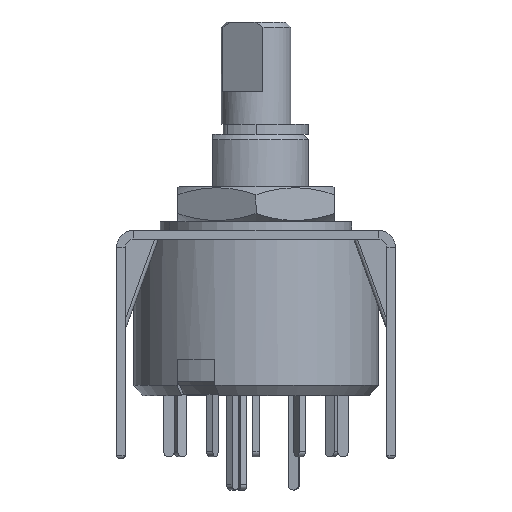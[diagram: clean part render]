
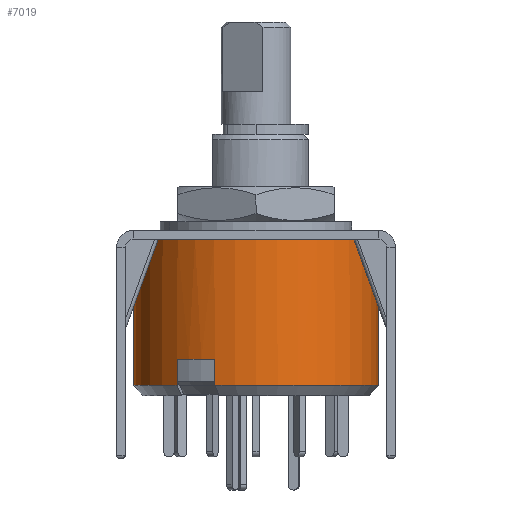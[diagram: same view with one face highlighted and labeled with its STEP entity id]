
A CAD part, front view. The second image highlights one B-rep face of the part: STEP entity #7019.
In plain terms, the highlighted cylindrical face has radius 7 mm (diameter 14 mm), a partial arc.
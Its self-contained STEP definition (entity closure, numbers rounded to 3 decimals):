
#67 = EDGE_CURVE ( 'NONE', #3410, #13114, #13856, .T. ) ;
#141 = DIRECTION ( 'NONE',  ( 0., 0., 1. ) ) ;
#243 = CARTESIAN_POINT ( 'NONE',  ( -2.361, -6.59, 9. ) ) ;
#626 = ORIENTED_EDGE ( 'NONE', *, *, #3361, .F. ) ;
#808 = ORIENTED_EDGE ( 'NONE', *, *, #67, .F. ) ;
#1058 = DIRECTION ( 'NONE',  ( 0., 0., -1. ) ) ;
#1126 = EDGE_CURVE ( 'NONE', #1267, #5076, #12684, .T. ) ;
#1267 = VERTEX_POINT ( 'NONE', #15111 ) ;
#2079 = EDGE_CURVE ( 'NONE', #2162, #1267, #3185, .T. ) ;
#2162 = VERTEX_POINT ( 'NONE', #11750 ) ;
#2213 = CARTESIAN_POINT ( 'NONE',  ( -7., 0., 0.95 ) ) ;
#2250 = EDGE_CURVE ( 'NONE', #18453, #2162, #4532, .T. ) ;
#2999 = ORIENTED_EDGE ( 'NONE', *, *, #2250, .T. ) ;
#3136 = CARTESIAN_POINT ( 'NONE',  ( 0., 0., -7.4 ) ) ;
#3185 = CIRCLE ( 'NONE', #10775, 7. ) ;
#3221 = DIRECTION ( 'NONE',  ( 0., 0., -1. ) ) ;
#3334 = CARTESIAN_POINT ( 'NONE',  ( -4.526, -5.34, -7.4 ) ) ;
#3348 = EDGE_CURVE ( 'NONE', #3410, #14493, #10648, .T. ) ;
#3361 = EDGE_CURVE ( 'NONE', #13114, #5076, #14276, .T. ) ;
#3403 = VECTOR ( 'NONE', #8921, 1000. ) ;
#3410 = VERTEX_POINT ( 'NONE', #13486 ) ;
#3673 = DIRECTION ( 'NONE',  ( 0., 0., -1. ) ) ;
#3703 = CARTESIAN_POINT ( 'NONE',  ( 7., 0., -7.4 ) ) ;
#4532 = LINE ( 'NONE', #7530, #3403 ) ;
#4580 = DIRECTION ( 'NONE',  ( -1., 0., 0. ) ) ;
#4940 = EDGE_LOOP ( 'NONE', ( #808, #7376, #7780, #15579, #2999, #11477, #13658, #626 ) ) ;
#5076 = VERTEX_POINT ( 'NONE', #12701 ) ;
#5540 = EDGE_CURVE ( 'NONE', #18453, #11341, #14244, .T. ) ;
#5908 = CARTESIAN_POINT ( 'NONE',  ( 0., 0., 0.95 ) ) ;
#7019 = ADVANCED_FACE ( 'NONE', ( #12245 ), #13616, .T. ) ;
#7093 = EDGE_CURVE ( 'NONE', #14493, #11341, #16811, .T. ) ;
#7147 = DIRECTION ( 'NONE',  ( -1., 0., 0. ) ) ;
#7341 = CARTESIAN_POINT ( 'NONE',  ( 0., 0., -5.9 ) ) ;
#7376 = ORIENTED_EDGE ( 'NONE', *, *, #3348, .T. ) ;
#7530 = CARTESIAN_POINT ( 'NONE',  ( -4.526, -5.34, 9. ) ) ;
#7780 = ORIENTED_EDGE ( 'NONE', *, *, #7093, .T. ) ;
#8921 = DIRECTION ( 'NONE',  ( 0., 0., 1. ) ) ;
#9116 = AXIS2_PLACEMENT_3D ( 'NONE', #3136, #14712, #16189 ) ;
#9321 = VECTOR ( 'NONE', #3221, 1000. ) ;
#9354 = DIRECTION ( 'NONE',  ( -1., 0., 0. ) ) ;
#9542 = DIRECTION ( 'NONE',  ( 0., 0., -1. ) ) ;
#10456 = VECTOR ( 'NONE', #14805, 1000. ) ;
#10648 = CIRCLE ( 'NONE', #11635, 7. ) ;
#10775 = AXIS2_PLACEMENT_3D ( 'NONE', #7341, #141, #7147 ) ;
#11341 = VERTEX_POINT ( 'NONE', #11993 ) ;
#11477 = ORIENTED_EDGE ( 'NONE', *, *, #2079, .T. ) ;
#11635 = AXIS2_PLACEMENT_3D ( 'NONE', #5908, #13295, #4580 ) ;
#11739 = CARTESIAN_POINT ( 'NONE',  ( 7., 0., 9. ) ) ;
#11750 = CARTESIAN_POINT ( 'NONE',  ( -4.526, -5.34, -5.9 ) ) ;
#11993 = CARTESIAN_POINT ( 'NONE',  ( -7., 0., -7.4 ) ) ;
#12245 = FACE_OUTER_BOUND ( 'NONE', #4940, .T. ) ;
#12367 = CARTESIAN_POINT ( 'NONE',  ( -7., 0., 9. ) ) ;
#12431 = CARTESIAN_POINT ( 'NONE',  ( 0., 0., -7.4 ) ) ;
#12684 = LINE ( 'NONE', #243, #9321 ) ;
#12701 = CARTESIAN_POINT ( 'NONE',  ( -2.361, -6.59, -7.4 ) ) ;
#12921 = VECTOR ( 'NONE', #9542, 1000. ) ;
#13114 = VERTEX_POINT ( 'NONE', #3703 ) ;
#13295 = DIRECTION ( 'NONE',  ( 0., 0., -1. ) ) ;
#13486 = CARTESIAN_POINT ( 'NONE',  ( 7., 0., 0.95 ) ) ;
#13616 = CYLINDRICAL_SURFACE ( 'NONE', #16346, 7. ) ;
#13658 = ORIENTED_EDGE ( 'NONE', *, *, #1126, .T. ) ;
#13856 = LINE ( 'NONE', #11739, #10456 ) ;
#14244 = CIRCLE ( 'NONE', #15337, 7. ) ;
#14276 = CIRCLE ( 'NONE', #9116, 7. ) ;
#14493 = VERTEX_POINT ( 'NONE', #2213 ) ;
#14712 = DIRECTION ( 'NONE',  ( 0., 0., -1. ) ) ;
#14805 = DIRECTION ( 'NONE',  ( 0., 0., -1. ) ) ;
#15001 = CARTESIAN_POINT ( 'NONE',  ( 0., 0., 9. ) ) ;
#15111 = CARTESIAN_POINT ( 'NONE',  ( -2.361, -6.59, -5.9 ) ) ;
#15337 = AXIS2_PLACEMENT_3D ( 'NONE', #12431, #1058, #15630 ) ;
#15579 = ORIENTED_EDGE ( 'NONE', *, *, #5540, .F. ) ;
#15630 = DIRECTION ( 'NONE',  ( 1., 0., 0. ) ) ;
#16189 = DIRECTION ( 'NONE',  ( 1., 0., 0. ) ) ;
#16346 = AXIS2_PLACEMENT_3D ( 'NONE', #15001, #3673, #9354 ) ;
#16811 = LINE ( 'NONE', #12367, #12921 ) ;
#18453 = VERTEX_POINT ( 'NONE', #3334 ) ;
